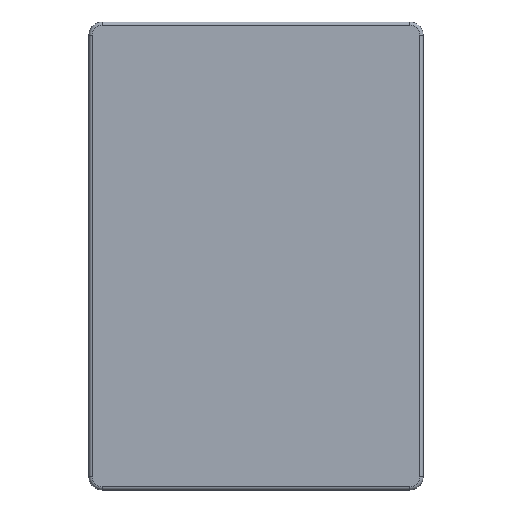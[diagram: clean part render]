
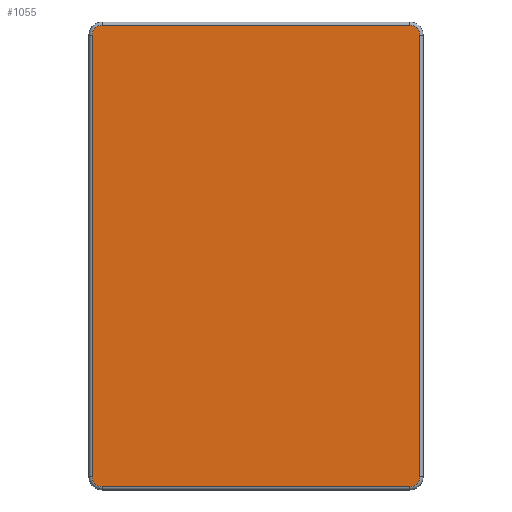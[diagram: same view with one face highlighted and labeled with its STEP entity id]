
A CAD part, front view. The second image highlights one B-rep face of the part: STEP entity #1055.
In plain terms, the highlighted planar face has unit normal (0, -1, 0).
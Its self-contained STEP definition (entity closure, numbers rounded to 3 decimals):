
#4 = VERTEX_POINT ( 'NONE', #928 ) ;
#5 = DIRECTION ( 'NONE',  ( 0., 0., -1. ) ) ;
#11 = CIRCLE ( 'NONE', #354, 7.5 ) ;
#26 = CARTESIAN_POINT ( 'NONE',  ( 240., 0., -2.5 ) ) ;
#81 = ORIENTED_EDGE ( 'NONE', *, *, #1304, .T. ) ;
#99 = DIRECTION ( 'NONE',  ( 1., 0., 0. ) ) ;
#110 = DIRECTION ( 'NONE',  ( 0., -1., 0. ) ) ;
#117 = DIRECTION ( 'NONE',  ( 0., 0., -1. ) ) ;
#128 = AXIS2_PLACEMENT_3D ( 'NONE', #846, #419, #736 ) ;
#129 = AXIS2_PLACEMENT_3D ( 'NONE', #1247, #433, #535 ) ;
#142 = ORIENTED_EDGE ( 'NONE', *, *, #304, .T. ) ;
#143 = CARTESIAN_POINT ( 'NONE',  ( 10., 0., -347.5 ) ) ;
#152 = VECTOR ( 'NONE', #99, 1000. ) ;
#190 = CARTESIAN_POINT ( 'NONE',  ( 2.5, 0., -10. ) ) ;
#204 = CARTESIAN_POINT ( 'NONE',  ( 240., 0., -347.5 ) ) ;
#232 = ORIENTED_EDGE ( 'NONE', *, *, #850, .T. ) ;
#238 = VECTOR ( 'NONE', #291, 1000. ) ;
#291 = DIRECTION ( 'NONE',  ( 0., 0., 1. ) ) ;
#304 = EDGE_CURVE ( 'NONE', #712, #4, #869, .T. ) ;
#354 = AXIS2_PLACEMENT_3D ( 'NONE', #648, #1038, #636 ) ;
#368 = DIRECTION ( 'NONE',  ( 0., 0., -1. ) ) ;
#419 = DIRECTION ( 'NONE',  ( 0., -1., 0. ) ) ;
#433 = DIRECTION ( 'NONE',  ( 0., -1., 0. ) ) ;
#436 = VECTOR ( 'NONE', #5, 1000. ) ;
#442 = EDGE_CURVE ( 'NONE', #4, #629, #799, .T. ) ;
#463 = ORIENTED_EDGE ( 'NONE', *, *, #634, .T. ) ;
#488 = CIRCLE ( 'NONE', #128, 7.5 ) ;
#515 = CARTESIAN_POINT ( 'NONE',  ( 0., 0., 0. ) ) ;
#519 = LINE ( 'NONE', #204, #152 ) ;
#535 = DIRECTION ( 'NONE',  ( 0., 0., -1. ) ) ;
#546 = ORIENTED_EDGE ( 'NONE', *, *, #442, .T. ) ;
#572 = VERTEX_POINT ( 'NONE', #1228 ) ;
#577 = CARTESIAN_POINT ( 'NONE',  ( 2.5, 0., -340. ) ) ;
#623 = ORIENTED_EDGE ( 'NONE', *, *, #792, .T. ) ;
#629 = VERTEX_POINT ( 'NONE', #738 ) ;
#634 = EDGE_CURVE ( 'NONE', #1168, #1188, #1145, .T. ) ;
#636 = DIRECTION ( 'NONE',  ( 0., 0., -1. ) ) ;
#640 = CARTESIAN_POINT ( 'NONE',  ( 2.5, 0., -340. ) ) ;
#648 = CARTESIAN_POINT ( 'NONE',  ( 10., 0., -340. ) ) ;
#712 = VERTEX_POINT ( 'NONE', #1175 ) ;
#736 = DIRECTION ( 'NONE',  ( 0., 0., -1. ) ) ;
#738 = CARTESIAN_POINT ( 'NONE',  ( 247.5, 0., -10. ) ) ;
#788 = CARTESIAN_POINT ( 'NONE',  ( 247.5, 0., -10. ) ) ;
#792 = EDGE_CURVE ( 'NONE', #919, #572, #1211, .T. ) ;
#797 = CARTESIAN_POINT ( 'NONE',  ( 10., 0., -2.5 ) ) ;
#799 = LINE ( 'NONE', #788, #238 ) ;
#800 = CARTESIAN_POINT ( 'NONE',  ( 240., 0., -340. ) ) ;
#809 = EDGE_CURVE ( 'NONE', #1188, #1072, #11, .T. ) ;
#846 = CARTESIAN_POINT ( 'NONE',  ( 10., 0., -10. ) ) ;
#850 = EDGE_CURVE ( 'NONE', #629, #919, #1075, .T. ) ;
#869 = CIRCLE ( 'NONE', #1118, 7.5 ) ;
#877 = EDGE_CURVE ( 'NONE', #572, #1168, #488, .T. ) ;
#908 = DIRECTION ( 'NONE',  ( -1., 0., 0. ) ) ;
#919 = VERTEX_POINT ( 'NONE', #26 ) ;
#927 = ORIENTED_EDGE ( 'NONE', *, *, #877, .T. ) ;
#928 = CARTESIAN_POINT ( 'NONE',  ( 247.5, 0., -340. ) ) ;
#947 = VECTOR ( 'NONE', #908, 1000. ) ;
#989 = ORIENTED_EDGE ( 'NONE', *, *, #809, .T. ) ;
#1015 = DIRECTION ( 'NONE',  ( 0., -1., 0. ) ) ;
#1027 = PLANE ( 'NONE',  #1297 ) ;
#1038 = DIRECTION ( 'NONE',  ( 0., -1., 0. ) ) ;
#1055 = ADVANCED_FACE ( 'NONE', ( #1276 ), #1027, .T. ) ;
#1072 = VERTEX_POINT ( 'NONE', #143 ) ;
#1075 = CIRCLE ( 'NONE', #129, 7.5 ) ;
#1118 = AXIS2_PLACEMENT_3D ( 'NONE', #800, #1015, #117 ) ;
#1145 = LINE ( 'NONE', #640, #436 ) ;
#1168 = VERTEX_POINT ( 'NONE', #190 ) ;
#1175 = CARTESIAN_POINT ( 'NONE',  ( 240., 0., -347.5 ) ) ;
#1188 = VERTEX_POINT ( 'NONE', #577 ) ;
#1211 = LINE ( 'NONE', #797, #947 ) ;
#1228 = CARTESIAN_POINT ( 'NONE',  ( 10., 0., -2.5 ) ) ;
#1247 = CARTESIAN_POINT ( 'NONE',  ( 240., 0., -10. ) ) ;
#1276 = FACE_OUTER_BOUND ( 'NONE', #1277, .T. ) ;
#1277 = EDGE_LOOP ( 'NONE', ( #546, #232, #623, #927, #463, #989, #81, #142 ) ) ;
#1297 = AXIS2_PLACEMENT_3D ( 'NONE', #515, #110, #368 ) ;
#1304 = EDGE_CURVE ( 'NONE', #1072, #712, #519, .T. ) ;
